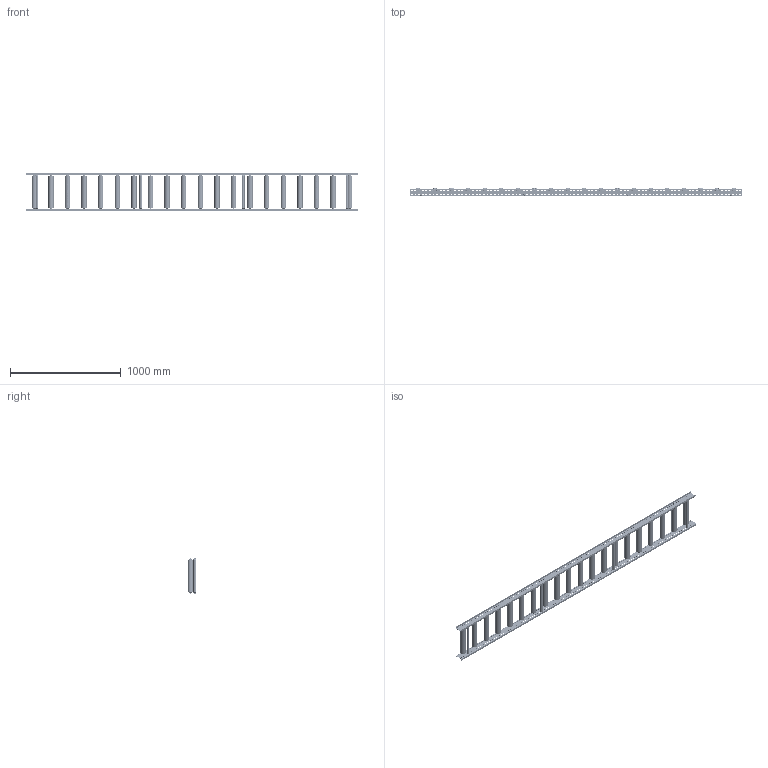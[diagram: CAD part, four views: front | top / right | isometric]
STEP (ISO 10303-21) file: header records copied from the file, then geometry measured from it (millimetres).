
FILE_DESCRIPTION (( 'STEP AP214' ), '1' );
FILE_NAME ('0051934.step', '2022-06-29T11:29:41', ( '' ), ( '' ), 'SwSTEP 2.0', 'SolidWorks 2020', '' );
FILE_SCHEMA (( 'AUTOMOTIVE_DESIGN' ));
Length unit declared in the file: millimetre
Products named in the file (15): Sicherungsring_DIN471_8x0.8_Circlip DIN 471 - 8 x 0.8; 0039780-Achse-ST-Ø12-KFG_IGM8-AL=300; 0017015_Tragrollenrohr-Ø50x2,8KU_KFG_0017015_L=285; 0017015_Tragrollenrohr-Ø50x2,8KU_KFG_0017015_L=280; 0026267_Typ-KUT100-50x2,8-8_Lageboden-schematisch; KUT100-50x2,8-KB-A12-IGM8-EL=KFG_S100913_KUT100-50x2,8-KB-A12-IGM8-EL=300; Druckfeder_1,2x10x30; 0039778-Achse-ST-Ø08-KFG_AL320-G; S100994_Sperrzahnschraube_M08x16-8.8-A2K; 0024178_Passscheibe_DIN988_12x18x1; Traversen_KFG_L300; 0051934; KUT100-50x2,8-KB-A8-FA_KFG_0034513_KUT100-50x2,8-KB-A8-FA-EL=300; Profil_LRB-20x70x20x2_KFG_S109080_U-PROFIL-20-70-20-2-LRB-L=3000; 0026266_Typ-KUT100-50x2,8-12
Assembly tree (55 placements, depth 3):
  0051934
    Profil_LRB-20x70x20x2_KFG_S109080_U-PROFIL-20-70-20-2-LRB-L=3000  x2
    KUT100-50x2,8-KB-A12-IGM8-EL=KFG_S100913_KUT100-50x2,8-KB-A12-IGM8-EL=300  x4
      0017015_Tragrollenrohr-Ø50x2,8KU_KFG_0017015_L=285
      0026266_Typ-KUT100-50x2,8-12
      0039780-Achse-ST-Ø12-KFG_IGM8-AL=300
      0024178_Passscheibe_DIN988_12x18x1
    S100994_Sperrzahnschraube_M08x16-8.8-A2K  x16
    Traversen_KFG_L300  x4
    KUT100-50x2,8-KB-A8-FA_KFG_0034513_KUT100-50x2,8-KB-A8-FA-EL=300  x16
      0026267_Typ-KUT100-50x2,8-8_Lageboden-schematisch
      0039778-Achse-ST-Ø08-KFG_AL320-G
      0017015_Tragrollenrohr-Ø50x2,8KU_KFG_0017015_L=280
      Druckfeder_1,2x10x30
      Sicherungsring_DIN471_8x0.8_Circlip DIN 471 - 8 x 0.8
Bounding box: 3000 x 80 x 340 mm (x, y, z)
Volume: 5145033.2 mm3; surface area: 4095846.3 mm2
Topology: 414 solids, 414 shells, 8500 faces, 22208 edges, 14248 vertices
Faces by surface type: cylinder 3960, plane 2012, sphere 928, cone 832, torus 736, bspline 32
Entity records: 62753 total; most frequent: CARTESIAN_POINT 14567, DIRECTION 9725, ORIENTED_EDGE 8376, AXIS2_PLACEMENT_3D 4232, EDGE_CURVE 4188, VERTEX_POINT 2764, CIRCLE 2657, EDGE_LOOP 2516
